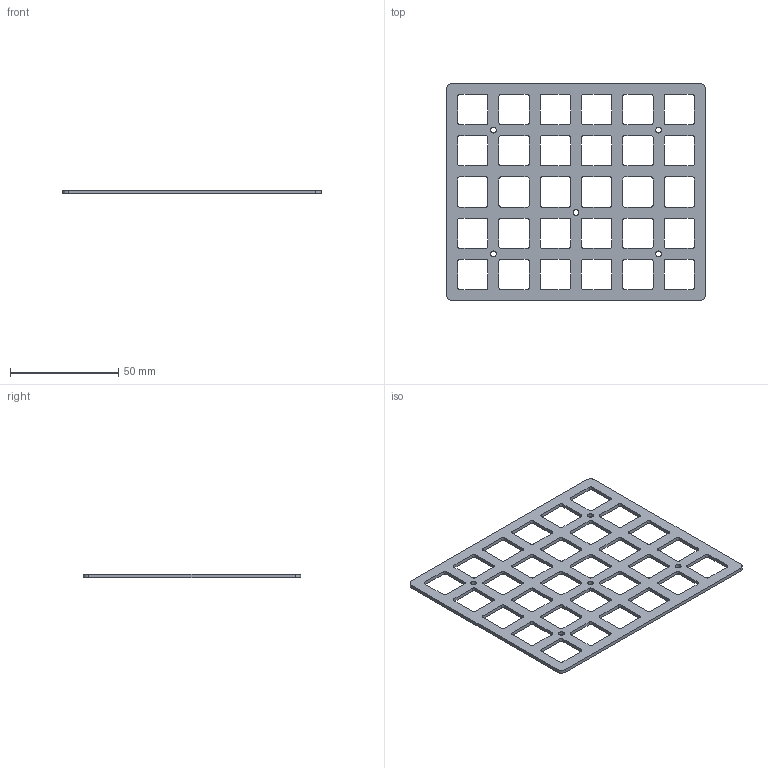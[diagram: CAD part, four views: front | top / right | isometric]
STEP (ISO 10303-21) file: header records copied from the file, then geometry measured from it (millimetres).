
FILE_DESCRIPTION(('KiCad electronic assembly'),'2;1');
FILE_NAME('Plate.step','2022-06-16T18:01:55',('Pcbnew'),('Kicad'), 'Open CASCADE STEP processor 7.6','KiCad to STEP converter','Unknown' );
FILE_SCHEMA(('AUTOMOTIVE_DESIGN { 1 0 10303 214 1 1 1 1 }'));
Length unit declared in the file: millimetre
Products named in the file (2): Plate 1; Plate PCB
Assembly tree (1 placements, depth 2):
  Plate 1
    Plate PCB
Bounding box: 119.38 x 100.33 x 1.6 mm (x, y, z)
Volume: 9742.4 mm3; surface area: 15547.5 mm2
Topology: 1 solids, 1 shells, 255 faces, 759 edges, 506 vertices
Faces by surface type: cylinder 129, plane 126
Full cylindrical faces by diameter (mm): 2.7 x5
Entity records: 18685 total; most frequent: DIRECTION 3049, CARTESIAN_POINT 3040, LINE 1761, VECTOR 1761, ORIENTED_EDGE 1518, PCURVE 1518, DEFINITIONAL_REPRESENTATION 1518, EDGE_CURVE 759
